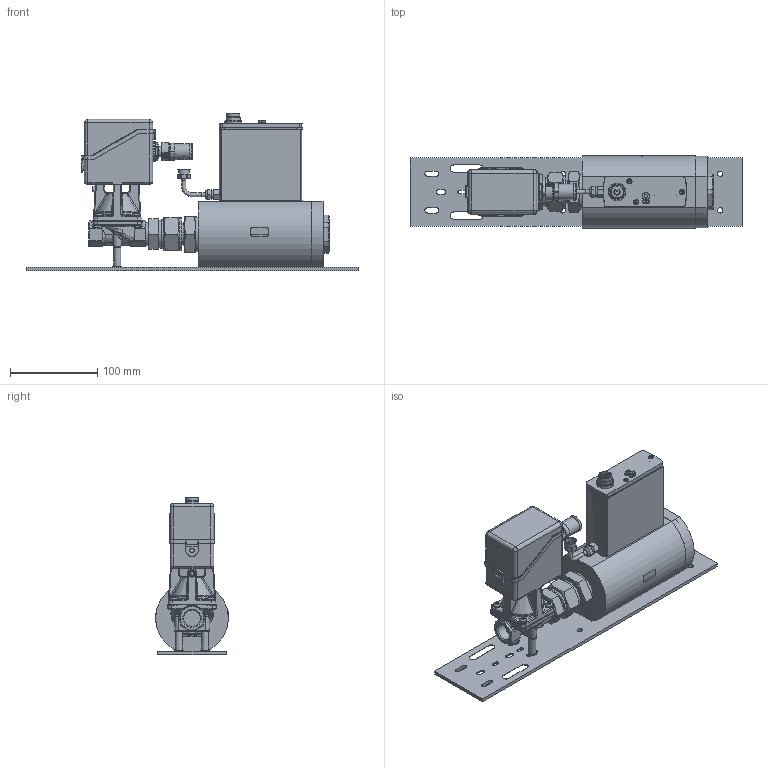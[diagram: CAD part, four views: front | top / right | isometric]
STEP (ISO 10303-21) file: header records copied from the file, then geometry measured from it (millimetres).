
FILE_DESCRIPTION(/* description */ (''),/* implementation_level */ '2;1');
FILE_NAME(/* name */ 'D-6483_BJ1-2Inch-Ann-00.stp',/* time_stamp */ '2024-02-20T09:49:08+01:00',/* author */ ('M-Huiskes'),/* organization */ (''),/* preprocessor_version */ 'ST-DEVELOPER v18.1',/* originating_system */ 'Autodesk Inventor 2021',/* authorisation */ '');
FILE_SCHEMA (('AUTOMOTIVE_DESIGN { 1 0 10303 214 3 1 1 }'));
Products named in the file (1): Part2
Bounding box: 380 x 83.02 x 179.7 mm (x, y, z)
Volume: 1634906.9 mm3; surface area: 210140.1 mm2
Topology: 2 solids, 30 shells, 1658 faces, 4128 edges, 2576 vertices
Faces by surface type: plane 683, cylinder 453, bspline 253, cone 152, torus 84, sphere 33
Full cylindrical faces by diameter (mm): 1 x8, 2.013 x2, 2.459 x4, 2.5 x1, 2.88 x2, 3 x6, 3.1 x2, 3.4 x4, 3.75 x2, 4 x10, 4.459 x2, 4.5 x2, 4.509 x4, 5 x1, 5.1 x1, 5.4 x1, 5.5 x4, 6 x13, 6.2 x6, 6.7 x1, 8 x9, 8.3 x1, 9.3 x4, 9.8 x1, 10 x8, 10.5 x6, 12.05 x1, 12.5 x1, 12.6 x1, 13.4 x1
Entity records: 63638 total; most frequent: CARTESIAN_POINT 24143, ORIENTED_EDGE 8140, DIRECTION 7600, EDGE_CURVE 4070, AXIS2_PLACEMENT_3D 2967, VERTEX_POINT 2578, EDGE_LOOP 1854, LINE 1666
